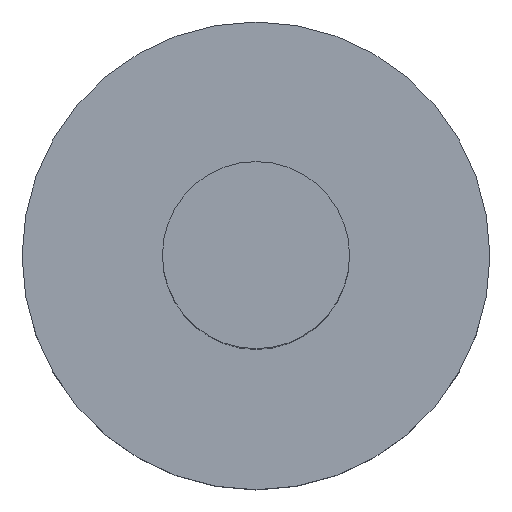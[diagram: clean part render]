
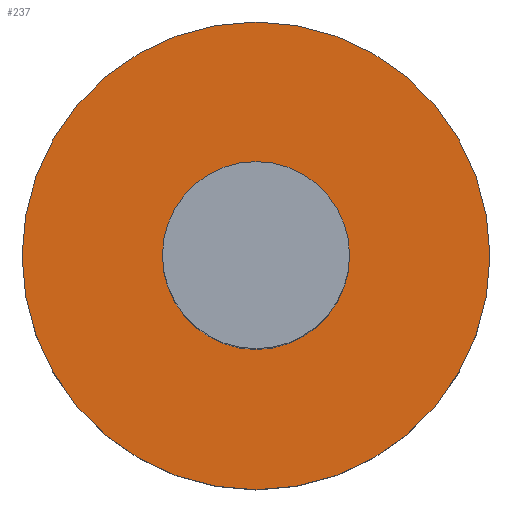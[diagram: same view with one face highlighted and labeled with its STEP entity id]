
A CAD part, top view. The second image highlights one B-rep face of the part: STEP entity #237.
In plain terms, the highlighted planar face has unit normal (0, 0, 1).
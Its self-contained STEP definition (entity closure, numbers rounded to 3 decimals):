
#2 = CARTESIAN_POINT ( 'NONE',  ( 0., 0., -44.45 ) ) ;
#3 = VERTEX_POINT ( 'NONE', #171 ) ;
#8 = CARTESIAN_POINT ( 'NONE',  ( -23.813, 0., -44.45 ) ) ;
#21 = CARTESIAN_POINT ( 'NONE',  ( 0., 0., -44.45 ) ) ;
#28 = CARTESIAN_POINT ( 'NONE',  ( 0., 9.525, -44.45 ) ) ;
#30 = FACE_OUTER_BOUND ( 'NONE', #189, .T. ) ;
#31 = ORIENTED_EDGE ( 'NONE', *, *, #181, .F. ) ;
#45 = EDGE_CURVE ( 'NONE', #135, #229, #66, .T. ) ;
#50 = ORIENTED_EDGE ( 'NONE', *, *, #216, .T. ) ;
#52 = CIRCLE ( 'NONE', #199, 9.525 ) ;
#63 = AXIS2_PLACEMENT_3D ( 'NONE', #2, #138, #193 ) ;
#66 = CIRCLE ( 'NONE', #206, 23.813 ) ;
#67 = PLANE ( 'NONE',  #207 ) ;
#69 = DIRECTION ( 'NONE',  ( 0., 0., 1. ) ) ;
#81 = DIRECTION ( 'NONE',  ( 1., 0., 0. ) ) ;
#95 = DIRECTION ( 'NONE',  ( 1., 0., 0. ) ) ;
#98 = CARTESIAN_POINT ( 'NONE',  ( 0., 0., -44.45 ) ) ;
#99 = CARTESIAN_POINT ( 'NONE',  ( 0., 0., -44.45 ) ) ;
#101 = DIRECTION ( 'NONE',  ( 0., 0., -1. ) ) ;
#125 = EDGE_CURVE ( 'NONE', #177, #3, #52, .T. ) ;
#129 = ORIENTED_EDGE ( 'NONE', *, *, #45, .T. ) ;
#135 = VERTEX_POINT ( 'NONE', #221 ) ;
#136 = ORIENTED_EDGE ( 'NONE', *, *, #125, .F. ) ;
#138 = DIRECTION ( 'NONE',  ( 0., 0., 1. ) ) ;
#149 = FACE_BOUND ( 'NONE', #162, .T. ) ;
#156 = CARTESIAN_POINT ( 'NONE',  ( 9.525, 0., -44.45 ) ) ;
#157 = AXIS2_PLACEMENT_3D ( 'NONE', #99, #69, #81 ) ;
#162 = EDGE_LOOP ( 'NONE', ( #136, #31 ) ) ;
#171 = CARTESIAN_POINT ( 'NONE',  ( -9.525, 0., -44.45 ) ) ;
#176 = DIRECTION ( 'NONE',  ( 1., 0., 0. ) ) ;
#177 = VERTEX_POINT ( 'NONE', #156 ) ;
#181 = EDGE_CURVE ( 'NONE', #3, #177, #251, .T. ) ;
#189 = EDGE_LOOP ( 'NONE', ( #129, #50 ) ) ;
#193 = DIRECTION ( 'NONE',  ( 1., 0., 0. ) ) ;
#199 = AXIS2_PLACEMENT_3D ( 'NONE', #98, #244, #176 ) ;
#206 = AXIS2_PLACEMENT_3D ( 'NONE', #21, #214, #95 ) ;
#207 = AXIS2_PLACEMENT_3D ( 'NONE', #28, #101, #220 ) ;
#214 = DIRECTION ( 'NONE',  ( 0., 0., 1. ) ) ;
#216 = EDGE_CURVE ( 'NONE', #229, #135, #243, .T. ) ;
#220 = DIRECTION ( 'NONE',  ( -1., 0., 0. ) ) ;
#221 = CARTESIAN_POINT ( 'NONE',  ( 23.813, 0., -44.45 ) ) ;
#229 = VERTEX_POINT ( 'NONE', #8 ) ;
#237 = ADVANCED_FACE ( 'NONE', ( #149, #30 ), #67, .F. ) ;
#243 = CIRCLE ( 'NONE', #63, 23.813 ) ;
#244 = DIRECTION ( 'NONE',  ( 0., 0., 1. ) ) ;
#251 = CIRCLE ( 'NONE', #157, 9.525 ) ;
